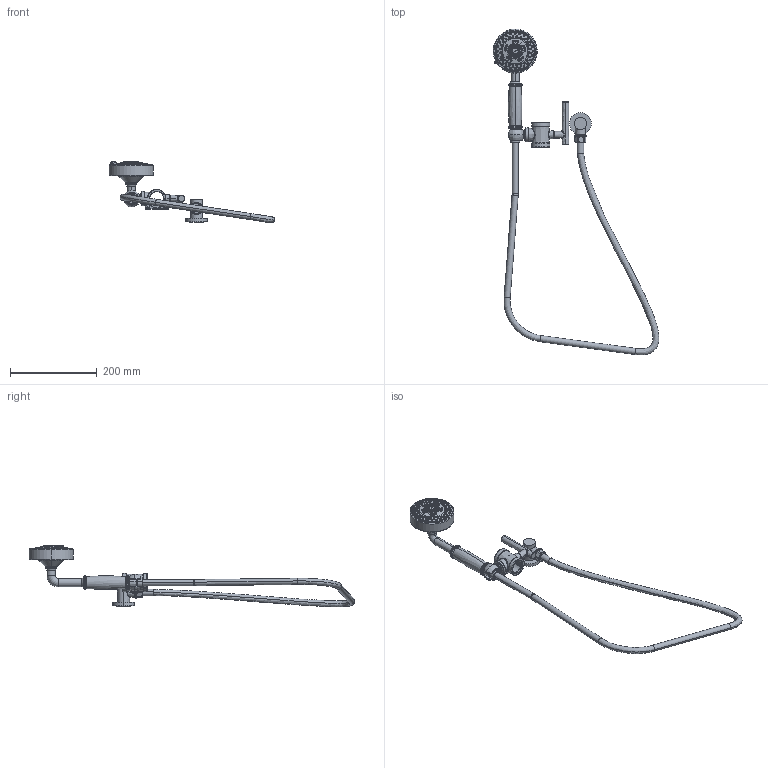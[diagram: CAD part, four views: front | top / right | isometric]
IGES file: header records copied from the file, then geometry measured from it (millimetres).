
Start section:  PTC IGES file: 990-0443.igs
Global section: file name: 990-0443.igs; native system: Creo Parametric by PTC Inc.; preprocessor: 2018400; author: jinson.thomas; organization: Unknown; date: 20201210.150459; units: inch
Bounding box: 382.55 x 751.97 x 142.6 mm (x, y, z)
Volume: 711922.9 mm3; surface area: 155385.4 mm2
Topology: 1 solids, 1 shells, 1372 faces, 2919 edges, 1715 vertices
Faces by surface type: revolution 1113, bspline 259
